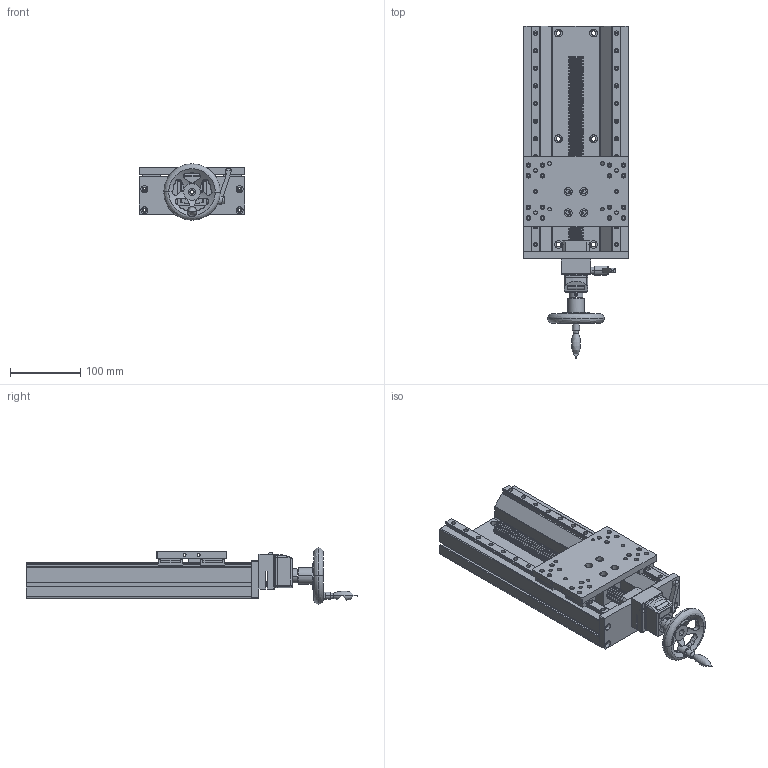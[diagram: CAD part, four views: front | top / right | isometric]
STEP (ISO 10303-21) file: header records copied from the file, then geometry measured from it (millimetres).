
FILE_DESCRIPTION (( 'STEP AP203' ), '1' );
FILE_NAME ('DHQ36-320-C.STEP', '2024-08-31T06:14:33', ( '' ), ( '' ), 'SwSTEP 2.0', 'SolidWorks 2023', '' );
FILE_SCHEMA (( 'CONFIG_CONTROL_DESIGN' ));
Length unit declared in the file: millimetre
Products named in the file (1): DHQ36-320-C
Bounding box: 150 x 471 x 80 mm (x, y, z)
Surface area: 373244.2 mm2 (no closed solid volume)
Topology: 0 solids, 26 shells, 846 faces, 3173 edges, 2334 vertices
Faces by surface type: cylinder 546, plane 249, cone 27, torus 13, bspline 11
Entity records: 41592 total; most frequent: CARTESIAN_POINT 16129, ORIENTED_EDGE 5244, DIRECTION 4923, EDGE_CURVE 3170, VERTEX_POINT 2334, AXIS2_PLACEMENT_3D 1741, VECTOR 1441, LINE 1441
